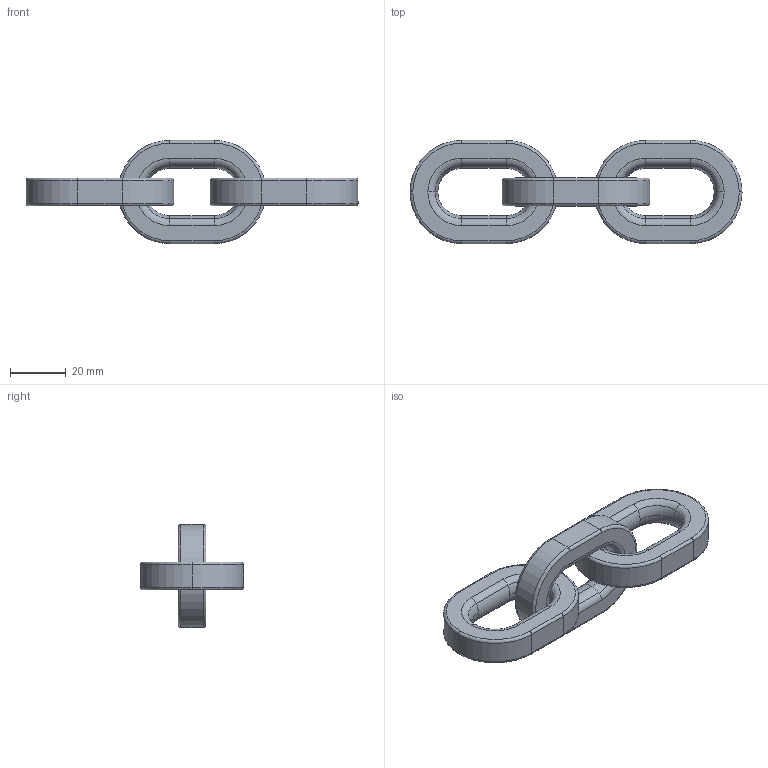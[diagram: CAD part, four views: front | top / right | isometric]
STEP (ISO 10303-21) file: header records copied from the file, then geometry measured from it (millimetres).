
FILE_DESCRIPTION(('STEP AP214'),'1');
FILE_NAME('winpro_10_b.stp','2017-10-18T12:55:04',('TraceParts'),('TraceParts S.A.'),'Spatial InterOp 3D',' ',' ');
FILE_SCHEMA(('automotive_design'));
Length unit declared in the file: millimetre
Products named in the file (3): winpro_10_b_1; winpro_10_b_2; winpro_10_b_3
Bounding box: 119 x 37 x 37 mm (x, y, z)
Volume: 32837.1 mm3; surface area: 12790.4 mm2
Topology: 3 solids, 3 shells, 114 faces, 252 edges, 144 vertices
Faces by surface type: torus 60, cylinder 42, plane 12
Entity records: 4161 total; most frequent: DIRECTION 672, CARTESIAN_POINT 513, ORIENTED_EDGE 504, AXIS2_PLACEMENT_3D 303, EDGE_CURVE 252, CIRCLE 186, VERTEX_POINT 144, EDGE_LOOP 120
